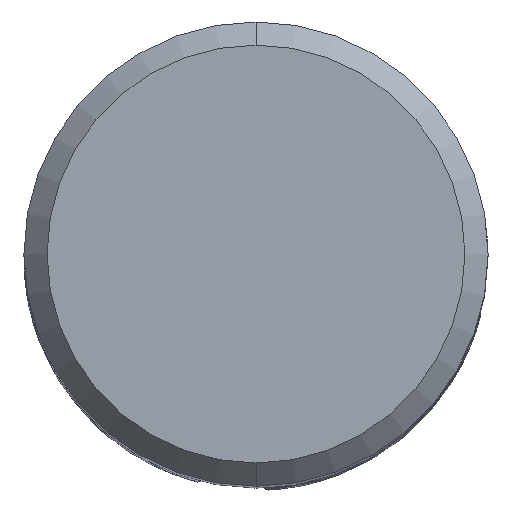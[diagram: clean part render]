
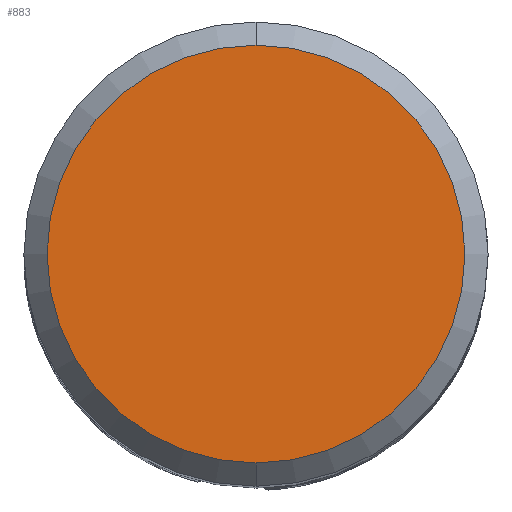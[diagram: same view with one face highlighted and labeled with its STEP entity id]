
A CAD part, top view. The second image highlights one B-rep face of the part: STEP entity #883.
In plain terms, the highlighted planar face has unit normal (0, 0, 1).
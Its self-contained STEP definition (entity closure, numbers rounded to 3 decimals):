
#663=EDGE_CURVE('',#1473,#1523,#1771,.T.);
#883=ADVANCED_FACE('',(#2016),#2017,.T.);
#1067=EDGE_CURVE('',#1523,#1473,#2216,.T.);
#1473=VERTEX_POINT('',#2660);
#1523=VERTEX_POINT('',#2712);
#1771=CIRCLE('',#3309,9.0);
#2016=FACE_OUTER_BOUND('',#5193,.T.);
#2017=PLANE('',#5194);
#2216=CIRCLE('',#6350,9.0);
#2660=CARTESIAN_POINT('',(0.0,9.0,0.0));
#2712=CARTESIAN_POINT('',(0.,-9.0,0.0));
#3309=AXIS2_PLACEMENT_3D('',#11796,#11797,#11798);
#5193=EDGE_LOOP('',(#12071,#12072));
#5194=AXIS2_PLACEMENT_3D('',#12073,#12074,#12075);
#6350=AXIS2_PLACEMENT_3D('',#12258,#12259,#12260);
#11796=CARTESIAN_POINT('',(0.0,0.0,0.0));
#11797=DIRECTION('',(0.0,0.0,-1.0));
#11798=DIRECTION('',(0.0,1.0,0.0));
#12071=ORIENTED_EDGE('',*,*,#663,.F.);
#12072=ORIENTED_EDGE('',*,*,#1067,.F.);
#12073=CARTESIAN_POINT('',(0.0,4.5,0.0));
#12074=DIRECTION('',(-0.0,0.0,1.0));
#12075=DIRECTION('',(0.0,-1.0,0.0));
#12258=CARTESIAN_POINT('',(0.0,0.0,0.0));
#12259=DIRECTION('',(0.0,0.0,-1.0));
#12260=DIRECTION('',(0.0,1.0,0.0));
